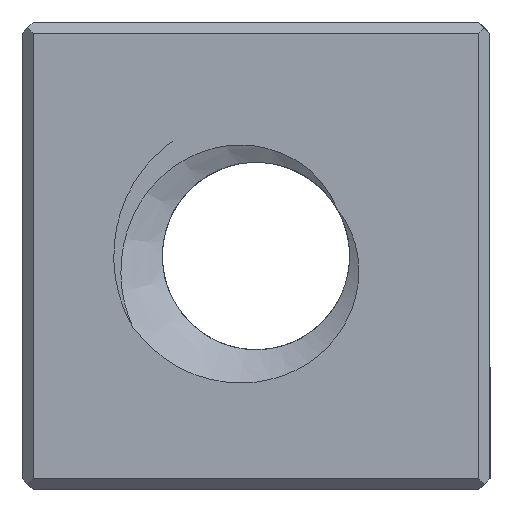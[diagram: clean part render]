
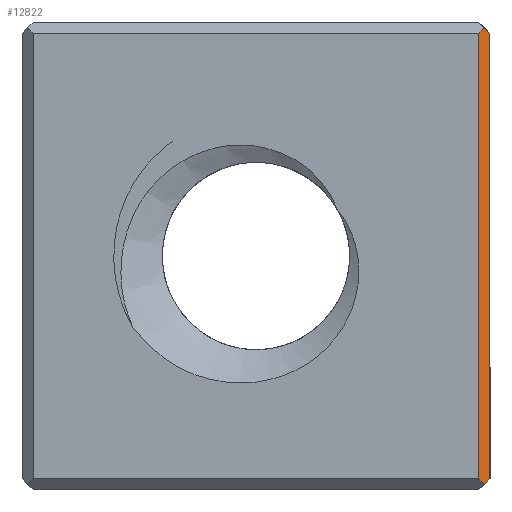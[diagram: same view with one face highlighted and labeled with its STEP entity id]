
A CAD part, left-side view. The second image highlights one B-rep face of the part: STEP entity #12822.
In plain terms, the highlighted planar face has unit normal (-0.707, -0.707, 0).
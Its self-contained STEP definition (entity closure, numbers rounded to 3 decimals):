
#12822 = ADVANCED_FACE('',(#12823),#12837,.T.);
#12823 = FACE_BOUND('',#12824,.T.);
#12824 = EDGE_LOOP('',(#12825,#12860,#12888,#12916,#12944,#12972));
#12825 = ORIENTED_EDGE('',*,*,#12826,.T.);
#12826 = EDGE_CURVE('',#12827,#12829,#12831,.T.);
#12827 = VERTEX_POINT('',#12828);
#12828 = CARTESIAN_POINT('',(0.15,0.15,0.15));
#12829 = VERTEX_POINT('',#12830);
#12830 = CARTESIAN_POINT('',(0.3,0.,0.3));
#12831 = SURFACE_CURVE('',#12832,(#12836,#12848),.PCURVE_S1.);
#12832 = LINE('',#12833,#12834);
#12833 = CARTESIAN_POINT('',(0.2,0.1,0.2));
#12834 = VECTOR('',#12835,1.);
#12835 = DIRECTION('',(0.577,-0.577,0.577));
#12836 = PCURVE('',#12837,#12842);
#12837 = PLANE('',#12838);
#12838 = AXIS2_PLACEMENT_3D('',#12839,#12840,#12841);
#12839 = CARTESIAN_POINT('',(0.3,0.,0.));
#12840 = DIRECTION('',(-0.707,-0.707,0.));
#12841 = DIRECTION('',(-0.707,0.707,0.));
#12842 = DEFINITIONAL_REPRESENTATION('',(#12843),#12847);
#12843 = LINE('',#12844,#12845);
#12844 = CARTESIAN_POINT('',(0.141,-0.2));
#12845 = VECTOR('',#12846,1.);
#12846 = DIRECTION('',(-0.816,-0.577));
#12847 = ( GEOMETRIC_REPRESENTATION_CONTEXT(2) 
PARAMETRIC_REPRESENTATION_CONTEXT() REPRESENTATION_CONTEXT('2D SPACE',''
  ) );
#12848 = PCURVE('',#12849,#12854);
#12849 = PLANE('',#12850);
#12850 = AXIS2_PLACEMENT_3D('',#12851,#12852,#12853);
#12851 = CARTESIAN_POINT('',(0.,0.,0.3));
#12852 = DIRECTION('',(0.,0.707,0.707
    ));
#12853 = DIRECTION('',(0.,0.707,-0.707
    ));
#12854 = DEFINITIONAL_REPRESENTATION('',(#12855),#12859);
#12855 = LINE('',#12856,#12857);
#12856 = CARTESIAN_POINT('',(0.141,-0.2));
#12857 = VECTOR('',#12858,1.);
#12858 = DIRECTION('',(-0.816,-0.577));
#12859 = ( GEOMETRIC_REPRESENTATION_CONTEXT(2) 
PARAMETRIC_REPRESENTATION_CONTEXT() REPRESENTATION_CONTEXT('2D SPACE',''
  ) );
#12860 = ORIENTED_EDGE('',*,*,#12861,.T.);
#12861 = EDGE_CURVE('',#12829,#12862,#12864,.T.);
#12862 = VERTEX_POINT('',#12863);
#12863 = CARTESIAN_POINT('',(0.3,0.,12.2));
#12864 = SURFACE_CURVE('',#12865,(#12869,#12876),.PCURVE_S1.);
#12865 = LINE('',#12866,#12867);
#12866 = CARTESIAN_POINT('',(0.3,0.,0.));
#12867 = VECTOR('',#12868,1.);
#12868 = DIRECTION('',(0.,0.,1.));
#12869 = PCURVE('',#12837,#12870);
#12870 = DEFINITIONAL_REPRESENTATION('',(#12871),#12875);
#12871 = LINE('',#12872,#12873);
#12872 = CARTESIAN_POINT('',(0.,0.));
#12873 = VECTOR('',#12874,1.);
#12874 = DIRECTION('',(0.,-1.));
#12875 = ( GEOMETRIC_REPRESENTATION_CONTEXT(2) 
PARAMETRIC_REPRESENTATION_CONTEXT() REPRESENTATION_CONTEXT('2D SPACE',''
  ) );
#12876 = PCURVE('',#12877,#12882);
#12877 = PLANE('',#12878);
#12878 = AXIS2_PLACEMENT_3D('',#12879,#12880,#12881);
#12879 = CARTESIAN_POINT('',(0.,0.,0.));
#12880 = DIRECTION('',(0.,1.,0.));
#12881 = DIRECTION('',(1.,0.,0.));
#12882 = DEFINITIONAL_REPRESENTATION('',(#12883),#12887);
#12883 = LINE('',#12884,#12885);
#12884 = CARTESIAN_POINT('',(0.3,0.));
#12885 = VECTOR('',#12886,1.);
#12886 = DIRECTION('',(0.,-1.));
#12887 = ( GEOMETRIC_REPRESENTATION_CONTEXT(2) 
PARAMETRIC_REPRESENTATION_CONTEXT() REPRESENTATION_CONTEXT('2D SPACE',''
  ) );
#12888 = ORIENTED_EDGE('',*,*,#12889,.F.);
#12889 = EDGE_CURVE('',#12890,#12862,#12892,.T.);
#12890 = VERTEX_POINT('',#12891);
#12891 = CARTESIAN_POINT('',(0.15,0.15,12.35));
#12892 = SURFACE_CURVE('',#12893,(#12897,#12904),.PCURVE_S1.);
#12893 = LINE('',#12894,#12895);
#12894 = CARTESIAN_POINT('',(2.283,-1.983,
    10.217));
#12895 = VECTOR('',#12896,1.);
#12896 = DIRECTION('',(0.577,-0.577,-0.577));
#12897 = PCURVE('',#12837,#12898);
#12898 = DEFINITIONAL_REPRESENTATION('',(#12899),#12903);
#12899 = LINE('',#12900,#12901);
#12900 = CARTESIAN_POINT('',(-2.805,-10.217));
#12901 = VECTOR('',#12902,1.);
#12902 = DIRECTION('',(-0.816,0.577));
#12903 = ( GEOMETRIC_REPRESENTATION_CONTEXT(2) 
PARAMETRIC_REPRESENTATION_CONTEXT() REPRESENTATION_CONTEXT('2D SPACE',''
  ) );
#12904 = PCURVE('',#12905,#12910);
#12905 = PLANE('',#12906);
#12906 = AXIS2_PLACEMENT_3D('',#12907,#12908,#12909);
#12907 = CARTESIAN_POINT('',(0.,0.,12.2));
#12908 = DIRECTION('',(0.,-0.707,
    0.707));
#12909 = DIRECTION('',(0.,0.707,0.707));
#12910 = DEFINITIONAL_REPRESENTATION('',(#12911),#12915);
#12911 = LINE('',#12912,#12913);
#12912 = CARTESIAN_POINT('',(-2.805,-2.283));
#12913 = VECTOR('',#12914,1.);
#12914 = DIRECTION('',(-0.816,-0.577));
#12915 = ( GEOMETRIC_REPRESENTATION_CONTEXT(2) 
PARAMETRIC_REPRESENTATION_CONTEXT() REPRESENTATION_CONTEXT('2D SPACE',''
  ) );
#12916 = ORIENTED_EDGE('',*,*,#12917,.F.);
#12917 = EDGE_CURVE('',#12918,#12890,#12920,.T.);
#12918 = VERTEX_POINT('',#12919);
#12919 = CARTESIAN_POINT('',(0.,0.3,12.2));
#12920 = SURFACE_CURVE('',#12921,(#12925,#12932),.PCURVE_S1.);
#12921 = LINE('',#12922,#12923);
#12922 = CARTESIAN_POINT('',(-1.783,2.083,
    10.417));
#12923 = VECTOR('',#12924,1.);
#12924 = DIRECTION('',(0.577,-0.577,0.577));
#12925 = PCURVE('',#12837,#12926);
#12926 = DEFINITIONAL_REPRESENTATION('',(#12927),#12931);
#12927 = LINE('',#12928,#12929);
#12928 = CARTESIAN_POINT('',(2.946,-10.417));
#12929 = VECTOR('',#12930,1.);
#12930 = DIRECTION('',(-0.816,-0.577));
#12931 = ( GEOMETRIC_REPRESENTATION_CONTEXT(2) 
PARAMETRIC_REPRESENTATION_CONTEXT() REPRESENTATION_CONTEXT('2D SPACE',''
  ) );
#12932 = PCURVE('',#12933,#12938);
#12933 = PLANE('',#12934);
#12934 = AXIS2_PLACEMENT_3D('',#12935,#12936,#12937);
#12935 = CARTESIAN_POINT('',(0.3,0.,12.5));
#12936 = DIRECTION('',(-0.707,0.,
    0.707));
#12937 = DIRECTION('',(-0.707,0.,
    -0.707));
#12938 = DEFINITIONAL_REPRESENTATION('',(#12939),#12943);
#12939 = LINE('',#12940,#12941);
#12940 = CARTESIAN_POINT('',(2.946,-2.083));
#12941 = VECTOR('',#12942,1.);
#12942 = DIRECTION('',(-0.816,0.577));
#12943 = ( GEOMETRIC_REPRESENTATION_CONTEXT(2) 
PARAMETRIC_REPRESENTATION_CONTEXT() REPRESENTATION_CONTEXT('2D SPACE',''
  ) );
#12944 = ORIENTED_EDGE('',*,*,#12945,.F.);
#12945 = EDGE_CURVE('',#12946,#12918,#12948,.T.);
#12946 = VERTEX_POINT('',#12947);
#12947 = CARTESIAN_POINT('',(0.,0.3,0.3));
#12948 = SURFACE_CURVE('',#12949,(#12953,#12960),.PCURVE_S1.);
#12949 = LINE('',#12950,#12951);
#12950 = CARTESIAN_POINT('',(0.,0.3,0.));
#12951 = VECTOR('',#12952,1.);
#12952 = DIRECTION('',(0.,0.,1.));
#12953 = PCURVE('',#12837,#12954);
#12954 = DEFINITIONAL_REPRESENTATION('',(#12955),#12959);
#12955 = LINE('',#12956,#12957);
#12956 = CARTESIAN_POINT('',(0.424,0.));
#12957 = VECTOR('',#12958,1.);
#12958 = DIRECTION('',(0.,-1.));
#12959 = ( GEOMETRIC_REPRESENTATION_CONTEXT(2) 
PARAMETRIC_REPRESENTATION_CONTEXT() REPRESENTATION_CONTEXT('2D SPACE',''
  ) );
#12960 = PCURVE('',#12961,#12966);
#12961 = PLANE('',#12962);
#12962 = AXIS2_PLACEMENT_3D('',#12963,#12964,#12965);
#12963 = CARTESIAN_POINT('',(0.,12.5,0.));
#12964 = DIRECTION('',(1.,0.,0.));
#12965 = DIRECTION('',(0.,-1.,0.));
#12966 = DEFINITIONAL_REPRESENTATION('',(#12967),#12971);
#12967 = LINE('',#12968,#12969);
#12968 = CARTESIAN_POINT('',(12.2,0.));
#12969 = VECTOR('',#12970,1.);
#12970 = DIRECTION('',(0.,-1.));
#12971 = ( GEOMETRIC_REPRESENTATION_CONTEXT(2) 
PARAMETRIC_REPRESENTATION_CONTEXT() REPRESENTATION_CONTEXT('2D SPACE',''
  ) );
#12972 = ORIENTED_EDGE('',*,*,#12973,.F.);
#12973 = EDGE_CURVE('',#12827,#12946,#12974,.T.);
#12974 = SURFACE_CURVE('',#12975,(#12979,#12986),.PCURVE_S1.);
#12975 = LINE('',#12976,#12977);
#12976 = CARTESIAN_POINT('',(0.2,0.1,0.1));
#12977 = VECTOR('',#12978,1.);
#12978 = DIRECTION('',(-0.577,0.577,0.577));
#12979 = PCURVE('',#12837,#12980);
#12980 = DEFINITIONAL_REPRESENTATION('',(#12981),#12985);
#12981 = LINE('',#12982,#12983);
#12982 = CARTESIAN_POINT('',(0.141,-0.1));
#12983 = VECTOR('',#12984,1.);
#12984 = DIRECTION('',(0.816,-0.577));
#12985 = ( GEOMETRIC_REPRESENTATION_CONTEXT(2) 
PARAMETRIC_REPRESENTATION_CONTEXT() REPRESENTATION_CONTEXT('2D SPACE',''
  ) );
#12986 = PCURVE('',#12987,#12992);
#12987 = PLANE('',#12988);
#12988 = AXIS2_PLACEMENT_3D('',#12989,#12990,#12991);
#12989 = CARTESIAN_POINT('',(0.,0.,0.3));
#12990 = DIRECTION('',(-0.707,0.,
    -0.707));
#12991 = DIRECTION('',(0.707,0.,-0.707
    ));
#12992 = DEFINITIONAL_REPRESENTATION('',(#12993),#12997);
#12993 = LINE('',#12994,#12995);
#12994 = CARTESIAN_POINT('',(0.283,-0.1));
#12995 = VECTOR('',#12996,1.);
#12996 = DIRECTION('',(-0.816,-0.577));
#12997 = ( GEOMETRIC_REPRESENTATION_CONTEXT(2) 
PARAMETRIC_REPRESENTATION_CONTEXT() REPRESENTATION_CONTEXT('2D SPACE',''
  ) );
